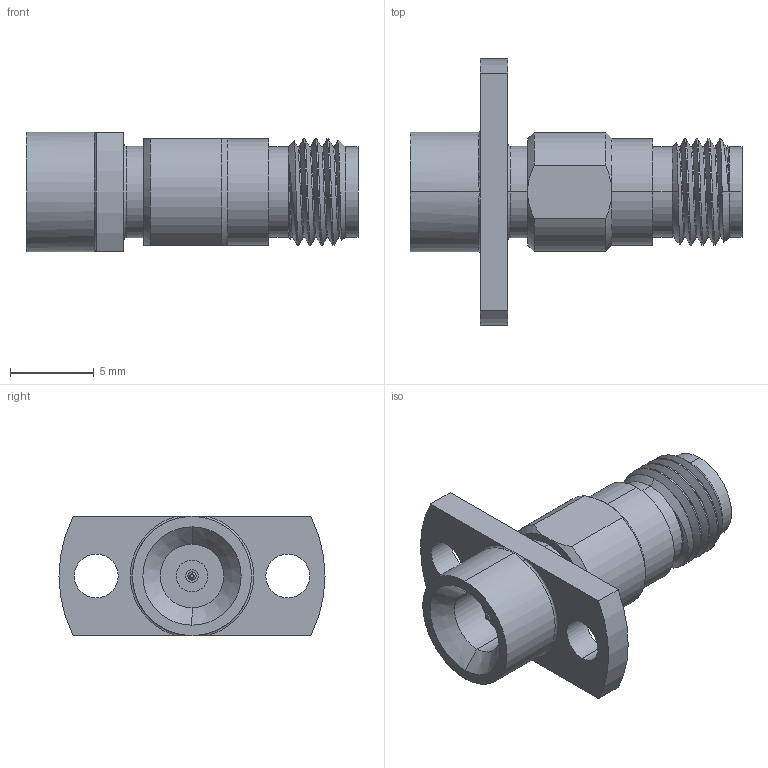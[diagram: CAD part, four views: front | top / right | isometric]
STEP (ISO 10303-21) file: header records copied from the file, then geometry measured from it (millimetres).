
FILE_DESCRIPTION (( 'STEP AP214' ), '1' );
FILE_NAME ('PE91061.STEP', '2017-11-10T23:04:33', ( '' ), ( '' ), 'SwSTEP 2.0', 'SolidWorks 2017', '' );
FILE_SCHEMA (( 'AUTOMOTIVE_DESIGN' ));
Length unit declared in the file: inch
Products named in the file (1): PE91061
Bounding box: 19.81 x 15.88 x 7.14 mm (x, y, z)
Volume: 679.2 mm3; surface area: 839.7 mm2
Topology: 3 solids, 3 shells, 87 faces, 197 edges, 124 vertices
Faces by surface type: cylinder 42, plane 20, cone 16, bspline 5, torus 4
Entity records: 3372 total; most frequent: CARTESIAN_POINT 1380, DIRECTION 413, ORIENTED_EDGE 394, EDGE_CURVE 197, AXIS2_PLACEMENT_3D 173, VERTEX_POINT 124, EDGE_LOOP 101, CIRCLE 90
